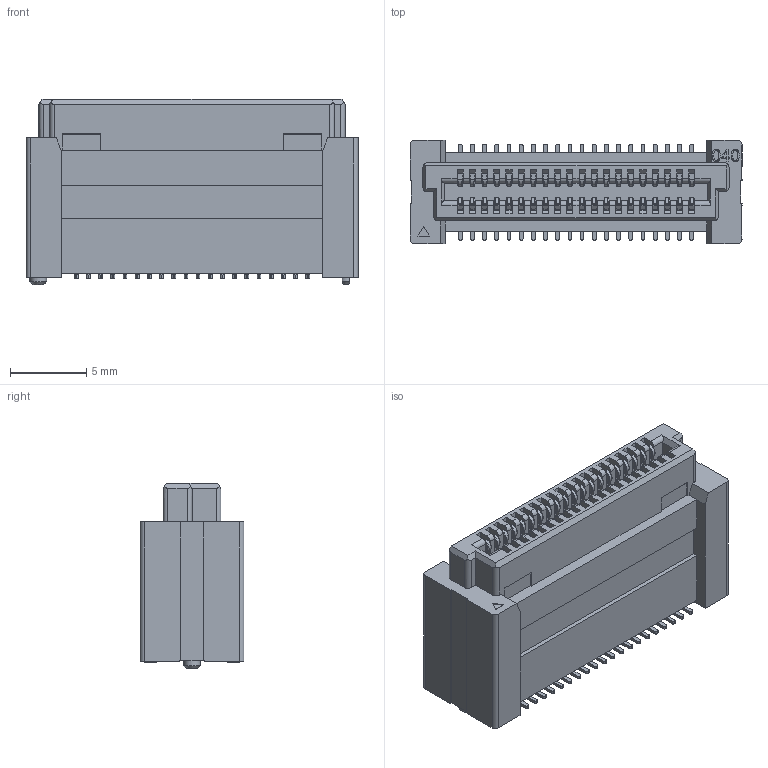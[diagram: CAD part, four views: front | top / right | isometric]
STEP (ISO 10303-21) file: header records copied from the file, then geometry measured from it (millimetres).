
FILE_DESCRIPTION( ('This file contains a STEP AP42 implementation' ,'as created by ZW3D STEP Interface translator.') ,'2;1' );
FILE_NAME( '3616-SXXX-117S1R01.stp' ,'23 322.17 942', (''), ('ZWCAD Software Co.'), 'Version 1.0', 'ZW3D to STEP translator', '' );
FILE_SCHEMA(('AUTOMOTIVE_DESIGN { 1 0 10303 214 1 1 1 1 }'));
Length unit declared in the file: millimetre
Products named in the file (2): 0; 3616-S040-117S1R01
Bounding box: 21.8 x 6.8 x 12.2 mm (x, y, z)
Volume: 907.7 mm3; surface area: 1758.8 mm2
Topology: 1 solids, 1 shells, 2665 faces, 7143 edges, 4573 vertices
Faces by surface type: plane 1388, cylinder 935, torus 240, sphere 80, bspline 20, cone 2
Full cylindrical faces by diameter (mm): 1.1 x1
Entity records: 99413 total; most frequent: CARTESIAN_POINT 36910, ORIENTED_EDGE 14286, DIRECTION 9562, EDGE_CURVE 7143, VERTEX_POINT 4573, B_SPLINE_CURVE_WITH_KNOTS 3538, AXIS2_PLACEMENT_3D 3314, VECTOR 2934
